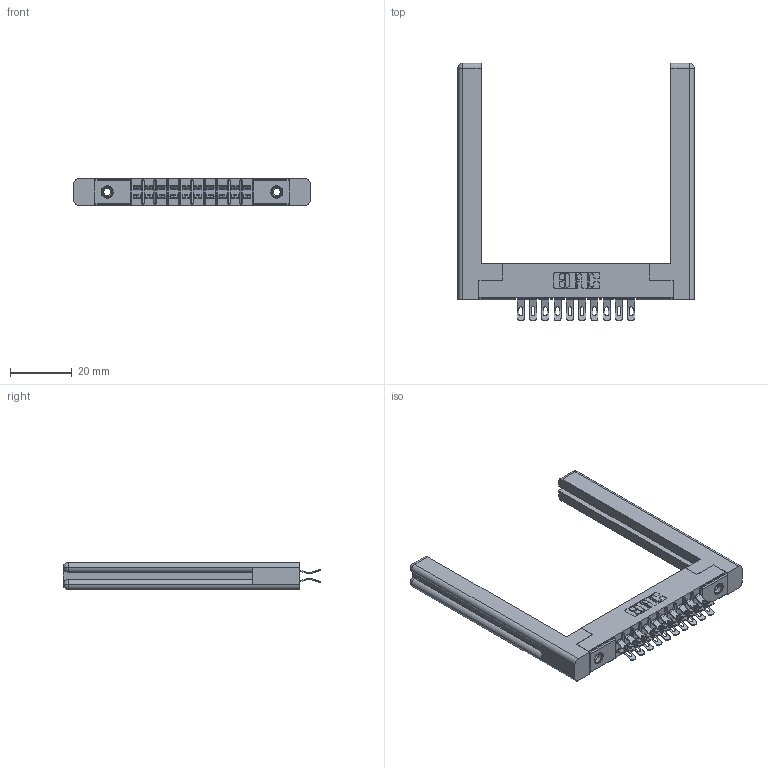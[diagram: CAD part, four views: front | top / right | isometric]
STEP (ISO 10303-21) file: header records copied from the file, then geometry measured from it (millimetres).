
FILE_DESCRIPTION (( 'STEP AP203' ), '1' );
FILE_NAME ('315-020-555-258.STEP', '2019-09-10T14:17:14', ( '' ), ( '' ), 'SwSTEP 2.0', 'SolidWorks 2016', '' );
FILE_SCHEMA (( 'CONFIG_CONTROL_DESIGN' ));
Length unit declared in the file: inch
Products named in the file (5): 305 Part_.156 Dia; 305-290-001_555; 315-020-555-258; 307-220-058; 345-250-001_345-250-001-102
Assembly tree (25 placements, depth 2):
  315-020-555-258
    305 Part_.156 Dia
    305-290-001_555  x20
    345-250-001_345-250-001-102  x2
    307-220-058  x2
Bounding box: 76.25 x 83.06 x 8.71 mm (x, y, z)
Volume: 12586.8 mm3; surface area: 13856.8 mm2
Topology: 25 solids, 25 shells, 1578 faces, 4620 edges, 3012 vertices
Faces by surface type: plane 792, cylinder 722, sphere 40, cone 12, torus 12
Entity records: 17980 total; most frequent: CARTESIAN_POINT 3009, ORIENTED_EDGE 2914, DIRECTION 2893, EDGE_CURVE 1457, LINE 1113, VECTOR 1113, VERTEX_POINT 936, AXIS2_PLACEMENT_3D 890
